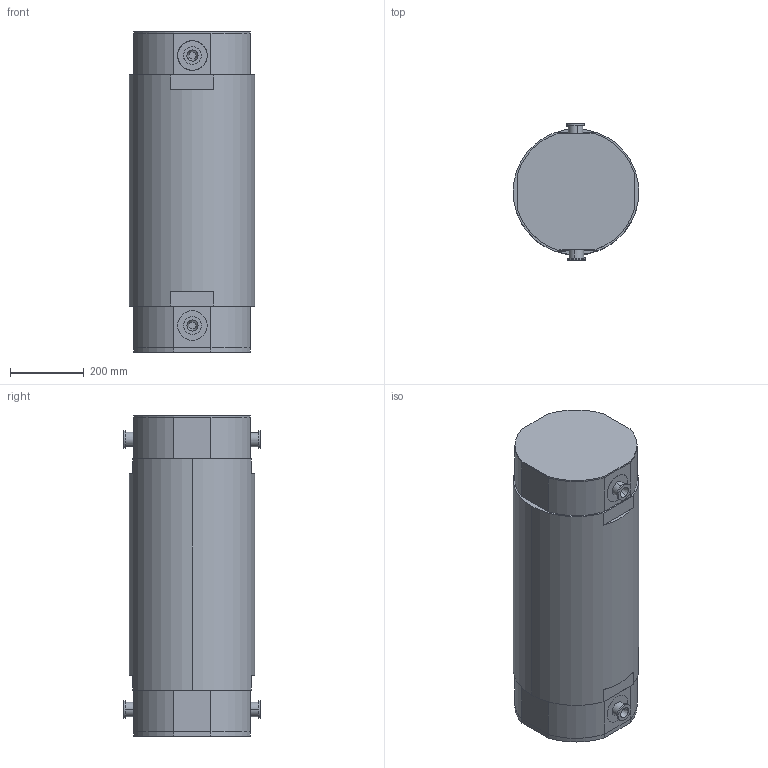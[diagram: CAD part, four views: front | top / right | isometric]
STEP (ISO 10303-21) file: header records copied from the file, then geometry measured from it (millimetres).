
FILE_DESCRIPTION(('STEP AP214'),'1');
FILE_NAME('korrigiert.stp','2018-09-14T09:17:04',(' '),(' '),'Spatial InterOp 3D',' ',' ');
FILE_SCHEMA(('AUTOMOTIVE_DESIGN { 1 0 10303 214 1 1 1 1 }'));
Length unit declared in the file: metre
Products named in the file (16): 180110_BGR_CASTOR-V19; 180104_ET_Behaelter; 161125_EZ_Moderatorplatte_Boden; 161223_ET_Bodenplatte_Vorarbeitsteil; 161213_ET_Tragzapfen; 161204_ET_Prim_5c_X_5c_E4rdeckel; 161125_EZ_Moderatorplatte_Deckel; 161204_ET_Sekundaerdeckel_Vorarbeitsteil; 161204_ET_Schutzplatte; 180105_ET_Tragkorb; 180105_ET_Luftbef_5c_X_5c_FCllung_Schacht; 180104_ET_BE-Dummie; 180105_ET_Luftbef_5c_X_5c_FCllung_BE-Schacht; 180105_ET_Luftbef_5c_X_5c_FCllung_Deckel; 180105_ET_Luftbef_5c_X_5c_FCllung_PriDeckel; korrigiert
Assembly tree (54 placements, depth 3):
  korrigiert
    180110_BGR_CASTOR-V19
      180104_ET_Behaelter
      161125_EZ_Moderatorplatte_Boden
      161223_ET_Bodenplatte_Vorarbeitsteil
      161213_ET_Tragzapfen  x4
      161204_ET_Prim_5c_X_5c_E4rdeckel
      161125_EZ_Moderatorplatte_Deckel
      161204_ET_Sekundaerdeckel_Vorarbeitsteil
      161204_ET_Schutzplatte
      180105_ET_Tragkorb
      180105_ET_Luftbef_5c_X_5c_FCllung_Schacht
      180104_ET_BE-Dummie  x19
      180105_ET_Luftbef_5c_X_5c_FCllung_BE-Schacht  x19
      180105_ET_Luftbef_5c_X_5c_FCllung_Deckel
      180105_ET_Luftbef_5c_X_5c_FCllung_PriDeckel
Bounding box: 339.99 x 368.81 x 866 mm (x, y, z)
Volume: 76830128.2 mm3; surface area: 14649593.2 mm2
Topology: 53 solids, 53 shells, 2754 faces, 8078 edges, 4940 vertices
Faces by surface type: plane 2428, cylinder 318, cone 8
Entity records: 83760 total; most frequent: ORIENTED_EDGE 12064, CARTESIAN_POINT 11682, DIRECTION 10810, EDGE_CURVE 6032, LINE 5398, VECTOR 5398, VERTEX_POINT 3578, AXIS2_PLACEMENT_3D 2706
